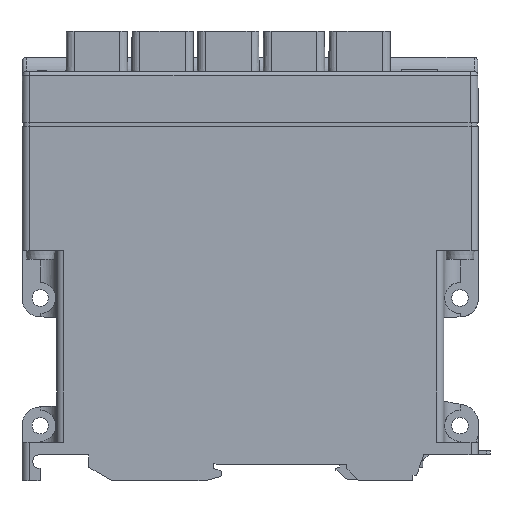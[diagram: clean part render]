
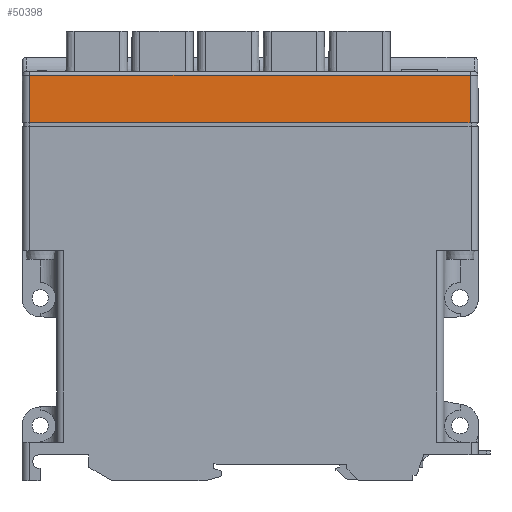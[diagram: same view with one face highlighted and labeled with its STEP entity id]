
A CAD part, left-side view. The second image highlights one B-rep face of the part: STEP entity #50398.
In plain terms, the highlighted planar face has unit normal (-1, 0, 0.009).
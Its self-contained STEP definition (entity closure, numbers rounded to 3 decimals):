
#77 = VECTOR ( 'NONE', #7477, 1000. ) ;
#430 = DIRECTION ( 'NONE',  ( 0., 1., 0. ) ) ;
#2355 = PLANE ( 'NONE',  #52662 ) ;
#6774 = DIRECTION ( 'NONE',  ( 0., 1., 0. ) ) ;
#7477 = DIRECTION ( 'NONE',  ( -0.009, -0.009, -1. ) ) ;
#9554 = ORIENTED_EDGE ( 'NONE', *, *, #31918, .T. ) ;
#12285 = CARTESIAN_POINT ( 'NONE',  ( -20., -60.5, 1. ) ) ;
#13609 = VERTEX_POINT ( 'NONE', #38399 ) ;
#14771 = EDGE_LOOP ( 'NONE', ( #28824, #32869, #54087, #9554 ) ) ;
#15228 = EDGE_CURVE ( 'NONE', #36556, #13609, #21066, .T. ) ;
#19719 = VECTOR ( 'NONE', #31192, 1000. ) ;
#21066 = LINE ( 'NONE', #31011, #19719 ) ;
#21965 = CARTESIAN_POINT ( 'NONE',  ( -19.886, -60.387, 14.009 ) ) ;
#25798 = EDGE_CURVE ( 'NONE', #27770, #36556, #29185, .T. ) ;
#26164 = CARTESIAN_POINT ( 'NONE',  ( -19.886, -60.387, 14.009 ) ) ;
#27770 = VERTEX_POINT ( 'NONE', #12285 ) ;
#28824 = ORIENTED_EDGE ( 'NONE', *, *, #15228, .F. ) ;
#29185 = LINE ( 'NONE', #53260, #39408 ) ;
#29331 = CARTESIAN_POINT ( 'NONE',  ( -20., 60.5, 1. ) ) ;
#30088 = VERTEX_POINT ( 'NONE', #26164 ) ;
#31011 = CARTESIAN_POINT ( 'NONE',  ( -20., 60.5, 1. ) ) ;
#31192 = DIRECTION ( 'NONE',  ( 0.009, -0.009, 1. ) ) ;
#31672 = DIRECTION ( 'NONE',  ( 0., 1., 0. ) ) ;
#31918 = EDGE_CURVE ( 'NONE', #30088, #13609, #34178, .T. ) ;
#32869 = ORIENTED_EDGE ( 'NONE', *, *, #25798, .F. ) ;
#32887 = DIRECTION ( 'NONE',  ( -1., 0., 0.009 ) ) ;
#34178 = LINE ( 'NONE', #21965, #45712 ) ;
#34899 = LINE ( 'NONE', #37798, #77 ) ;
#35943 = EDGE_CURVE ( 'NONE', #30088, #27770, #34899, .T. ) ;
#36556 = VERTEX_POINT ( 'NONE', #29331 ) ;
#37798 = CARTESIAN_POINT ( 'NONE',  ( -19.886, -60.387, 14.009 ) ) ;
#38399 = CARTESIAN_POINT ( 'NONE',  ( -19.886, 60.387, 14.009 ) ) ;
#39408 = VECTOR ( 'NONE', #31672, 1000. ) ;
#45712 = VECTOR ( 'NONE', #430, 1000. ) ;
#50148 = CARTESIAN_POINT ( 'NONE',  ( -20., -63.62, 1. ) ) ;
#50398 = ADVANCED_FACE ( 'NONE', ( #52078 ), #2355, .T. ) ;
#52078 = FACE_OUTER_BOUND ( 'NONE', #14771, .T. ) ;
#52662 = AXIS2_PLACEMENT_3D ( 'NONE', #50148, #32887, #6774 ) ;
#53260 = CARTESIAN_POINT ( 'NONE',  ( -20., -60.5, 1. ) ) ;
#54087 = ORIENTED_EDGE ( 'NONE', *, *, #35943, .F. ) ;
